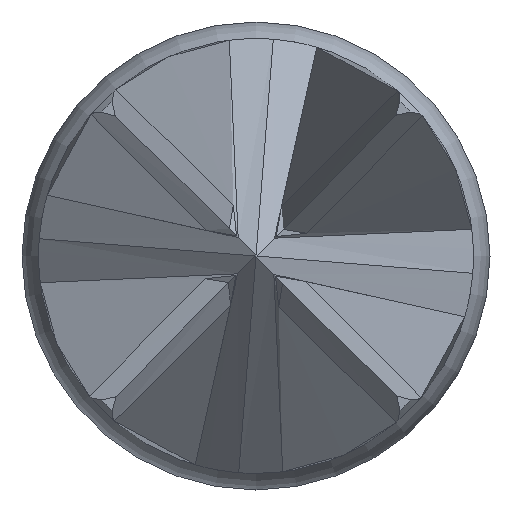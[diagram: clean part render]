
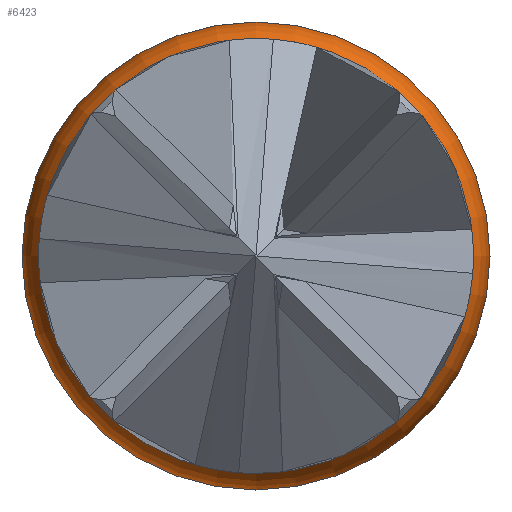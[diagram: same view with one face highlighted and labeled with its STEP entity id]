
A CAD part, left-side view. The second image highlights one B-rep face of the part: STEP entity #6423.
In plain terms, the highlighted toroidal (fillet/blend) face has major radius 0.432 mm and minor radius 0.252 mm.
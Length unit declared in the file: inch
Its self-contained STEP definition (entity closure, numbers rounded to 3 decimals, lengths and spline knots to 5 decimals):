
#82 = FACE_OUTER_BOUND ( 'NONE', #6073, .T. ) ;
#227 = CIRCLE ( 'NONE', #1040, 0.02497 ) ;
#393 = CARTESIAN_POINT ( 'NONE',  ( 0.05219, 0., 0. ) ) ;
#662 = DIRECTION ( 'NONE',  ( 1., 0., 0. ) ) ;
#711 = TOROIDAL_SURFACE ( 'NONE', #6329, 0.017, 0.0099 ) ;
#967 = DIRECTION ( 'NONE',  ( 1., 0., 0. ) ) ;
#1040 = AXIS2_PLACEMENT_3D ( 'NONE', #393, #967, #2082 ) ;
#1100 = DIRECTION ( 'NONE',  ( 0., 0., -1. ) ) ;
#2082 = DIRECTION ( 'NONE',  ( 0., 0., -1. ) ) ;
#2308 = EDGE_CURVE ( 'NONE', #3480, #3480, #6768, .T. ) ;
#2506 = VERTEX_POINT ( 'NONE', #3645 ) ;
#2882 = FACE_OUTER_BOUND ( 'NONE', #4878, .T. ) ;
#3400 = ORIENTED_EDGE ( 'NONE', *, *, #2308, .F. ) ;
#3480 = VERTEX_POINT ( 'NONE', #6874 ) ;
#3645 = CARTESIAN_POINT ( 'NONE',  ( 0.05219, 0., -0.02497 ) ) ;
#3967 = EDGE_CURVE ( 'NONE', #2506, #2506, #227, .T. ) ;
#4351 = ORIENTED_EDGE ( 'NONE', *, *, #3967, .T. ) ;
#4441 = CARTESIAN_POINT ( 'NONE',  ( 0.05807, 0., 0. ) ) ;
#4480 = CARTESIAN_POINT ( 'NONE',  ( 0.05807, 0., 0. ) ) ;
#4878 = EDGE_LOOP ( 'NONE', ( #4351 ) ) ;
#5088 = DIRECTION ( 'NONE',  ( 1., 0., 0. ) ) ;
#5617 = AXIS2_PLACEMENT_3D ( 'NONE', #4480, #5088, #6658 ) ;
#6073 = EDGE_LOOP ( 'NONE', ( #3400 ) ) ;
#6329 = AXIS2_PLACEMENT_3D ( 'NONE', #4441, #662, #1100 ) ;
#6423 = ADVANCED_FACE ( 'NONE', ( #82, #2882 ), #711, .T. ) ;
#6658 = DIRECTION ( 'NONE',  ( 0., 0., -1. ) ) ;
#6768 = CIRCLE ( 'NONE', #5617, 0.0269 ) ;
#6874 = CARTESIAN_POINT ( 'NONE',  ( 0.05807, 0., -0.0269 ) ) ;
